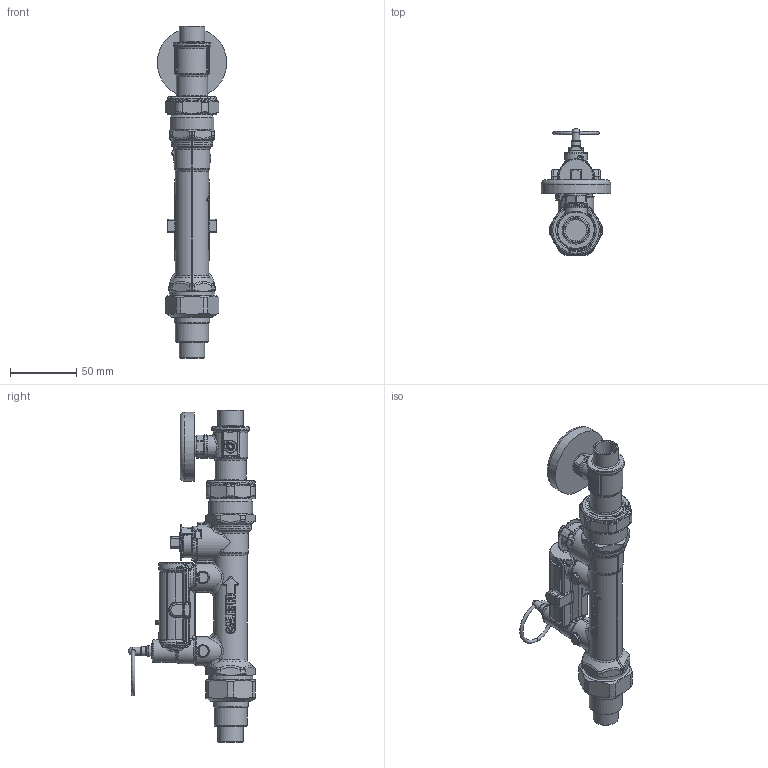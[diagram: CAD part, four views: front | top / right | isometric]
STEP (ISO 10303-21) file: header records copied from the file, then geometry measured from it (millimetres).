
FILE_DESCRIPTION(/* description */ (''),/* implementation_level */ '2;1');
FILE_NAME(/* name */ '132458AFC.stp',/* time_stamp */ '2025-07-15T08:15:41-05:00',/* author */ ('ischreiner'),/* organization */ (''),/* preprocessor_version */ 'ST-DEVELOPER v20',/* originating_system */ 'Autodesk Inventor 2025',/* authorisation */ '');
FILE_SCHEMA (('AUTOMOTIVE_DESIGN { 1 0 10303 214 3 1 1 }'));
Length unit declared in the file: inch
Products named in the file (5): 132458AFC; 132637 - TST; F0015056 TP 0.5 SWT for check; F61008 - 1 inch union nut; NA10328_Simplify_1
Assembly tree (4 placements, depth 2):
  132458AFC
    132637 - TST
    F0015056 TP 0.5 SWT for check
    F61008 - 1 inch union nut
    NA10328_Simplify_1
Bounding box: 52.32 x 95.91 x 250.3 mm (x, y, z)
Volume: 233606.9 mm3; surface area: 65795.6 mm2
Topology: 10 solids, 10 shells, 2268 faces, 5307 edges, 2972 vertices
Faces by surface type: bspline 1052, cylinder 523, plane 333, sphere 145, torus 108, cone 107
Full cylindrical faces by diameter (mm): 2.5 x1, 3 x1, 3.1 x1, 3.3 x1, 4.1 x1, 4.2 x1, 6 x2, 7 x1, 9.017 x1, 11.176 x1, 11.227 x1, 12.954 x1, 13.6 x1, 14.5 x1, 15 x1, 15.24 x1, 15.875 x1, 16 x2, 17 x2, 18 x1, 19 x2, 20.1 x2, 20.6 x2, 22 x2, 22.7 x2, 23.5 x1, 24 x1, 24.2 x1, 25 x1, 26 x1
Entity records: 143023 total; most frequent: CARTESIAN_POINT 95956, ORIENTED_EDGE 10340, DIRECTION 8557, EDGE_CURVE 5170, AXIS2_PLACEMENT_3D 3706, VERTEX_POINT 2972, EDGE_LOOP 2334, FACE_OUTER_BOUND 2268
